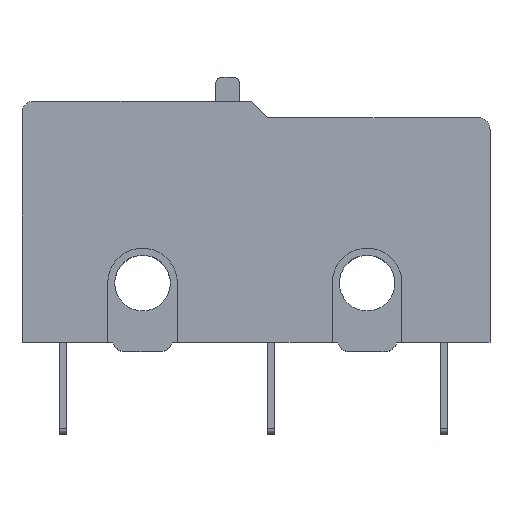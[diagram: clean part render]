
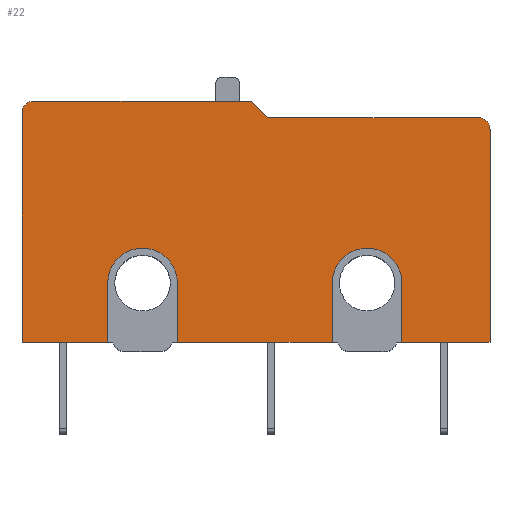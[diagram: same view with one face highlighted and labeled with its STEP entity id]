
A CAD part, top view. The second image highlights one B-rep face of the part: STEP entity #22.
In plain terms, the highlighted planar face has unit normal (0, 0, 1).
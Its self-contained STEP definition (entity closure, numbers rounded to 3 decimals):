
#2 = EDGE_CURVE ( 'NONE', #1115, #1952, #877, .T. ) ;
#9 = CARTESIAN_POINT ( 'NONE',  ( -6.45, 0., 6.4 ) ) ;
#22 = ADVANCED_FACE ( 'NONE', ( #1466 ), #871, .F. ) ;
#67 = CARTESIAN_POINT ( 'NONE',  ( -3.725, 0., 6.4 ) ) ;
#78 = VECTOR ( 'NONE', #199, 1000. ) ;
#80 = EDGE_LOOP ( 'NONE', ( #377, #1345, #1601, #664, #518, #1096, #1157, #1346, #2011, #1376, #1674, #1615, #2302, #958, #1763, #1830 ) ) ;
#106 = VECTOR ( 'NONE', #1669, 1000. ) ;
#114 = EDGE_CURVE ( 'NONE', #1824, #1203, #627, .T. ) ;
#147 = VECTOR ( 'NONE', #1249, 1000. ) ;
#156 = VERTEX_POINT ( 'NONE', #389 ) ;
#190 = CARTESIAN_POINT ( 'NONE',  ( -6.675, 0., 6.4 ) ) ;
#199 = DIRECTION ( 'NONE',  ( -0.707, 0.707, 0. ) ) ;
#254 = CARTESIAN_POINT ( 'NONE',  ( -19.8, 10.2, 6.4 ) ) ;
#292 = VECTOR ( 'NONE', #2019, 1000. ) ;
#297 = EDGE_CURVE ( 'NONE', #1682, #1112, #1029, .T. ) ;
#309 = AXIS2_PLACEMENT_3D ( 'NONE', #1414, #316, #1014 ) ;
#310 = CARTESIAN_POINT ( 'NONE',  ( -13.225, 0., 6.4 ) ) ;
#314 = VERTEX_POINT ( 'NONE', #403 ) ;
#316 = DIRECTION ( 'NONE',  ( 0., 0., -1. ) ) ;
#318 = VERTEX_POINT ( 'NONE', #2105 ) ;
#321 = EDGE_CURVE ( 'NONE', #829, #156, #1614, .T. ) ;
#350 = LINE ( 'NONE', #894, #78 ) ;
#352 = CARTESIAN_POINT ( 'NONE',  ( -9.4, 9.5, 6.4 ) ) ;
#377 = ORIENTED_EDGE ( 'NONE', *, *, #1956, .T. ) ;
#388 = DIRECTION ( 'NONE',  ( 0., 1., 0. ) ) ;
#389 = CARTESIAN_POINT ( 'NONE',  ( -3.725, 0., 6.4 ) ) ;
#403 = CARTESIAN_POINT ( 'NONE',  ( 0., 9., 6.4 ) ) ;
#410 = LINE ( 'NONE', #352, #440 ) ;
#440 = VECTOR ( 'NONE', #1264, 1000. ) ;
#471 = AXIS2_PLACEMENT_3D ( 'NONE', #693, #1050, #2195 ) ;
#483 = CARTESIAN_POINT ( 'NONE',  ( -5.2, 2.5, 6.4 ) ) ;
#490 = VERTEX_POINT ( 'NONE', #1761 ) ;
#502 = AXIS2_PLACEMENT_3D ( 'NONE', #1650, #1828, #868 ) ;
#516 = EDGE_CURVE ( 'NONE', #1203, #1682, #2234, .T. ) ;
#518 = ORIENTED_EDGE ( 'NONE', *, *, #1268, .T. ) ;
#594 = CARTESIAN_POINT ( 'NONE',  ( 0., 0., 6.4 ) ) ;
#600 = EDGE_CURVE ( 'NONE', #1952, #1108, #1999, .T. ) ;
#620 = CARTESIAN_POINT ( 'NONE',  ( -19.8, 0., 6.4 ) ) ;
#627 = CIRCLE ( 'NONE', #471, 0.5 ) ;
#628 = CARTESIAN_POINT ( 'NONE',  ( -13.225, 0., 6.4 ) ) ;
#652 = CARTESIAN_POINT ( 'NONE',  ( -9.4, 9.5, 6.4 ) ) ;
#664 = ORIENTED_EDGE ( 'NONE', *, *, #297, .T. ) ;
#676 = EDGE_CURVE ( 'NONE', #2245, #1774, #2201, .T. ) ;
#693 = CARTESIAN_POINT ( 'NONE',  ( -19.3, 9.7, 6.4 ) ) ;
#706 = CARTESIAN_POINT ( 'NONE',  ( -6.675, 2.5, 6.4 ) ) ;
#729 = EDGE_CURVE ( 'NONE', #156, #1335, #1501, .T. ) ;
#758 = AXIS2_PLACEMENT_3D ( 'NONE', #483, #843, #1024 ) ;
#789 = DIRECTION ( 'NONE',  ( -1., 0., 0. ) ) ;
#810 = CARTESIAN_POINT ( 'NONE',  ( -16.175, 2.5, 6.4 ) ) ;
#819 = CARTESIAN_POINT ( 'NONE',  ( -0.5, 9., 6.4 ) ) ;
#829 = VERTEX_POINT ( 'NONE', #2064 ) ;
#836 = DIRECTION ( 'NONE',  ( -1., 0., 0. ) ) ;
#838 = LINE ( 'NONE', #254, #896 ) ;
#843 = DIRECTION ( 'NONE',  ( 0., 0., -1. ) ) ;
#868 = DIRECTION ( 'NONE',  ( -1., 0., 0. ) ) ;
#871 = PLANE ( 'NONE',  #502 ) ;
#877 = CIRCLE ( 'NONE', #309, 1.475 ) ;
#894 = CARTESIAN_POINT ( 'NONE',  ( -10.1, 10.2, 6.4 ) ) ;
#896 = VECTOR ( 'NONE', #789, 1000. ) ;
#958 = ORIENTED_EDGE ( 'NONE', *, *, #1528, .T. ) ;
#1014 = DIRECTION ( 'NONE',  ( -1., 0., 0. ) ) ;
#1024 = DIRECTION ( 'NONE',  ( -1., 0., 0. ) ) ;
#1029 = LINE ( 'NONE', #1150, #2115 ) ;
#1044 = CIRCLE ( 'NONE', #758, 1.475 ) ;
#1046 = CIRCLE ( 'NONE', #1473, 0.5 ) ;
#1050 = DIRECTION ( 'NONE',  ( 0., 0., 1. ) ) ;
#1058 = VECTOR ( 'NONE', #388, 1000. ) ;
#1096 = ORIENTED_EDGE ( 'NONE', *, *, #2, .T. ) ;
#1108 = VERTEX_POINT ( 'NONE', #628 ) ;
#1112 = VERTEX_POINT ( 'NONE', #1935 ) ;
#1115 = VERTEX_POINT ( 'NONE', #810 ) ;
#1121 = CARTESIAN_POINT ( 'NONE',  ( -19.3, 10.2, 6.4 ) ) ;
#1150 = CARTESIAN_POINT ( 'NONE',  ( -15.95, 0., 6.4 ) ) ;
#1157 = ORIENTED_EDGE ( 'NONE', *, *, #600, .T. ) ;
#1176 = DIRECTION ( 'NONE',  ( 0., -1., 0. ) ) ;
#1182 = LINE ( 'NONE', #2319, #1418 ) ;
#1183 = DIRECTION ( 'NONE',  ( 0., 0., 1. ) ) ;
#1203 = VERTEX_POINT ( 'NONE', #1751 ) ;
#1249 = DIRECTION ( 'NONE',  ( 0., 1., 0. ) ) ;
#1264 = DIRECTION ( 'NONE',  ( -1., 0., 0. ) ) ;
#1268 = EDGE_CURVE ( 'NONE', #1112, #1115, #2061, .T. ) ;
#1335 = VERTEX_POINT ( 'NONE', #594 ) ;
#1345 = ORIENTED_EDGE ( 'NONE', *, *, #114, .T. ) ;
#1346 = ORIENTED_EDGE ( 'NONE', *, *, #1719, .T. ) ;
#1376 = ORIENTED_EDGE ( 'NONE', *, *, #2063, .T. ) ;
#1399 = DIRECTION ( 'NONE',  ( 0., -1., 0. ) ) ;
#1414 = CARTESIAN_POINT ( 'NONE',  ( -14.7, 2.5, 6.4 ) ) ;
#1418 = VECTOR ( 'NONE', #1582, 1000. ) ;
#1431 = VECTOR ( 'NONE', #1176, 1000. ) ;
#1458 = CARTESIAN_POINT ( 'NONE',  ( 0., 0., 6.4 ) ) ;
#1466 = FACE_OUTER_BOUND ( 'NONE', #80, .T. ) ;
#1473 = AXIS2_PLACEMENT_3D ( 'NONE', #819, #1183, #836 ) ;
#1501 = LINE ( 'NONE', #1458, #292 ) ;
#1528 = EDGE_CURVE ( 'NONE', #314, #318, #1046, .T. ) ;
#1582 = DIRECTION ( 'NONE',  ( 0., 1., 0. ) ) ;
#1601 = ORIENTED_EDGE ( 'NONE', *, *, #516, .T. ) ;
#1614 = LINE ( 'NONE', #67, #1703 ) ;
#1615 = ORIENTED_EDGE ( 'NONE', *, *, #729, .T. ) ;
#1650 = CARTESIAN_POINT ( 'NONE',  ( 0., 0., 6.4 ) ) ;
#1669 = DIRECTION ( 'NONE',  ( 1., 0., 0. ) ) ;
#1674 = ORIENTED_EDGE ( 'NONE', *, *, #321, .T. ) ;
#1682 = VERTEX_POINT ( 'NONE', #2042 ) ;
#1703 = VECTOR ( 'NONE', #1705, 1000. ) ;
#1705 = DIRECTION ( 'NONE',  ( 0., -1., 0. ) ) ;
#1719 = EDGE_CURVE ( 'NONE', #1108, #2245, #2103, .T. ) ;
#1751 = CARTESIAN_POINT ( 'NONE',  ( -19.8, 9.7, 6.4 ) ) ;
#1761 = CARTESIAN_POINT ( 'NONE',  ( -10.1, 10.2, 6.4 ) ) ;
#1763 = ORIENTED_EDGE ( 'NONE', *, *, #2222, .T. ) ;
#1774 = VERTEX_POINT ( 'NONE', #706 ) ;
#1824 = VERTEX_POINT ( 'NONE', #1121 ) ;
#1828 = DIRECTION ( 'NONE',  ( 0., 0., -1. ) ) ;
#1830 = ORIENTED_EDGE ( 'NONE', *, *, #2254, .T. ) ;
#1877 = CARTESIAN_POINT ( 'NONE',  ( -16.175, 0., 6.4 ) ) ;
#1935 = CARTESIAN_POINT ( 'NONE',  ( -16.175, 0., 6.4 ) ) ;
#1952 = VERTEX_POINT ( 'NONE', #2113 ) ;
#1956 = EDGE_CURVE ( 'NONE', #490, #1824, #838, .T. ) ;
#1999 = LINE ( 'NONE', #310, #2264 ) ;
#2011 = ORIENTED_EDGE ( 'NONE', *, *, #676, .T. ) ;
#2019 = DIRECTION ( 'NONE',  ( 1., 0., 0. ) ) ;
#2042 = CARTESIAN_POINT ( 'NONE',  ( -19.8, 0., 6.4 ) ) ;
#2061 = LINE ( 'NONE', #1877, #1058 ) ;
#2063 = EDGE_CURVE ( 'NONE', #1774, #829, #1044, .T. ) ;
#2064 = CARTESIAN_POINT ( 'NONE',  ( -3.725, 2.5, 6.4 ) ) ;
#2103 = LINE ( 'NONE', #9, #106 ) ;
#2105 = CARTESIAN_POINT ( 'NONE',  ( -0.5, 9.5, 6.4 ) ) ;
#2112 = EDGE_CURVE ( 'NONE', #1335, #314, #1182, .T. ) ;
#2113 = CARTESIAN_POINT ( 'NONE',  ( -13.225, 2.5, 6.4 ) ) ;
#2115 = VECTOR ( 'NONE', #2292, 1000. ) ;
#2161 = VERTEX_POINT ( 'NONE', #652 ) ;
#2195 = DIRECTION ( 'NONE',  ( -1., 0., 0. ) ) ;
#2201 = LINE ( 'NONE', #2382, #147 ) ;
#2222 = EDGE_CURVE ( 'NONE', #318, #2161, #410, .T. ) ;
#2234 = LINE ( 'NONE', #620, #1431 ) ;
#2245 = VERTEX_POINT ( 'NONE', #190 ) ;
#2254 = EDGE_CURVE ( 'NONE', #2161, #490, #350, .T. ) ;
#2264 = VECTOR ( 'NONE', #1399, 1000. ) ;
#2292 = DIRECTION ( 'NONE',  ( 1., 0., 0. ) ) ;
#2302 = ORIENTED_EDGE ( 'NONE', *, *, #2112, .T. ) ;
#2319 = CARTESIAN_POINT ( 'NONE',  ( 0., 9.5, 6.4 ) ) ;
#2382 = CARTESIAN_POINT ( 'NONE',  ( -6.675, 0., 6.4 ) ) ;
